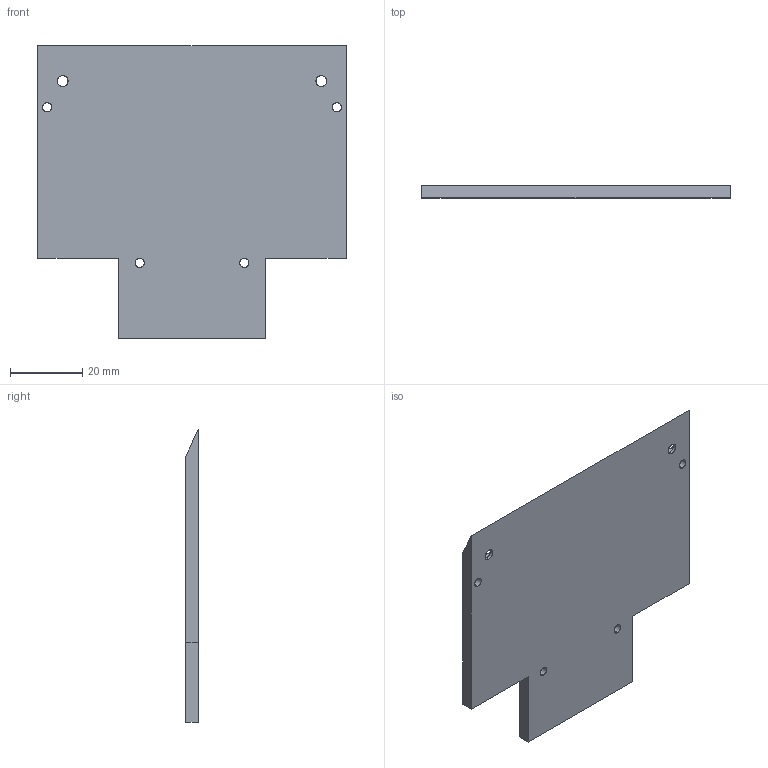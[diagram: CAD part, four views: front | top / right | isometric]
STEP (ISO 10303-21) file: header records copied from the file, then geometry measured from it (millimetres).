
FILE_DESCRIPTION(('FreeCAD Model'),'2;1');
FILE_NAME('Open CASCADE Shape Model','2025-05-03T00:38:23',('FreeCAD'),( 'FreeCAD'),'Open CASCADE STEP processor 7.6','FreeCAD','Unknown');
FILE_SCHEMA(('AUTOMOTIVE_DESIGN { 1 0 10303 214 1 1 1 1 }'));
Length unit declared in the file: millimetre
Products named in the file (1): Open CASCADE STEP translator 7.6 1
Bounding box: 85.22 x 3.41 x 80.96 mm (x, y, z)
Surface area: 12942.8 mm2 (no closed solid volume)
Topology: 0 solids, 40 shells, 40 faces, 692 edges, 692 vertices
Faces by surface type: bspline 40
Entity records: 5912 total; most frequent: CARTESIAN_POINT 2925, ORIENTED_EDGE 692, EDGE_CURVE 692, VERTEX_POINT 692, B_SPLINE_CURVE_WITH_KNOTS 652, FACE_BOUND 52, EDGE_LOOP 52, SHELL_BASED_SURFACE_MODEL 40
